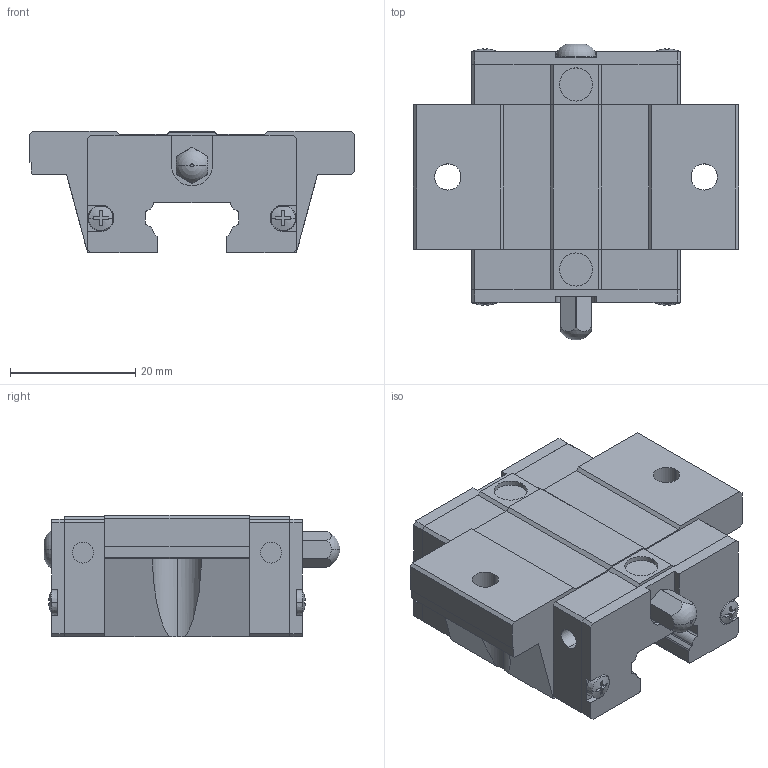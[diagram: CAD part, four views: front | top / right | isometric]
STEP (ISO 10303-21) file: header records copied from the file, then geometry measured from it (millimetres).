
FILE_DESCRIPTION(('STEP AP214'),'1');
FILE_NAME('cctmp_17924766-CFF9-41B8-AAF8-137CC2F43260_2024_08_08_16_01_28_0463..stp','2024-08-08T14:01:28',('HIWIN GmbH'),('CADClick - www.CADClick.com'),'Spatial InterOp 3D',' ','unknown authorization');
FILE_SCHEMA(('AUTOMOTIVE_DESIGN'));
Length unit declared in the file: millimetre
Products named in the file (1): EGW15SCZ0C_FILE
Bounding box: 52 x 47.29 x 19.5 mm (x, y, z)
Volume: 24728.3 mm3; surface area: 7956 mm2
Topology: 1 solids, 4 shells, 292 faces, 795 edges, 523 vertices
Faces by surface type: plane 196, cylinder 72, cone 20, sphere 2, torus 2
Entity records: 11548 total; most frequent: CARTESIAN_POINT 1803, ORIENTED_EDGE 1590, DIRECTION 1496, EDGE_CURVE 795, LINE 552, VECTOR 552, VERTEX_POINT 523, AXIS2_PLACEMENT_3D 472
